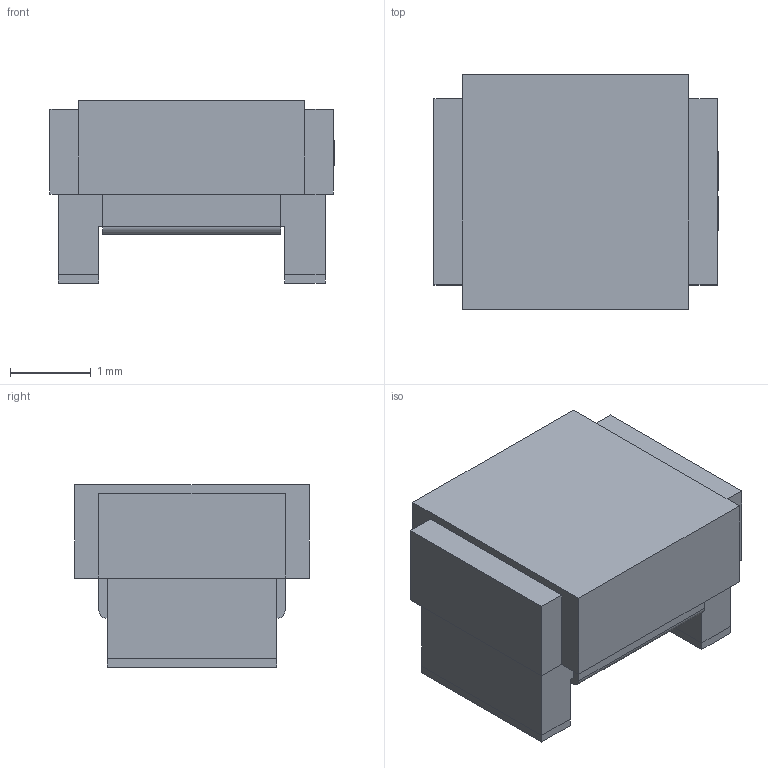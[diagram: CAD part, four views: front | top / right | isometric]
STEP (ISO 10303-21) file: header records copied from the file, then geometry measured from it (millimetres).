
FILE_DESCRIPTION (( 'STEP AP214' ), '1' );
FILE_NAME ('IND-SMD_L3.5-W2.9.step', '2022-07-09T00:07:40', ( '' ), ( '' ), 'SwSTEP 2.0', 'SolidWorks 2020', '' );
FILE_SCHEMA (( 'AUTOMOTIVE_DESIGN' ));
Length unit declared in the file: millimetre
Products named in the file (1): IND-SMD_L3.5-W2.9
Bounding box: 3.51 x 2.9 x 2.25 mm (x, y, z)
Volume: 15.9 mm3; surface area: 47.2 mm2
Topology: 1 solids, 1 shells, 324 faces, 877 edges, 582 vertices
Faces by surface type: plane 210, bspline 112, cylinder 2
Entity records: 14244 total; most frequent: CARTESIAN_POINT 3888, ORIENTED_EDGE 1754, DIRECTION 1079, EDGE_CURVE 877, LINE 645, VECTOR 645, VERTEX_POINT 582, EDGE_LOOP 351
